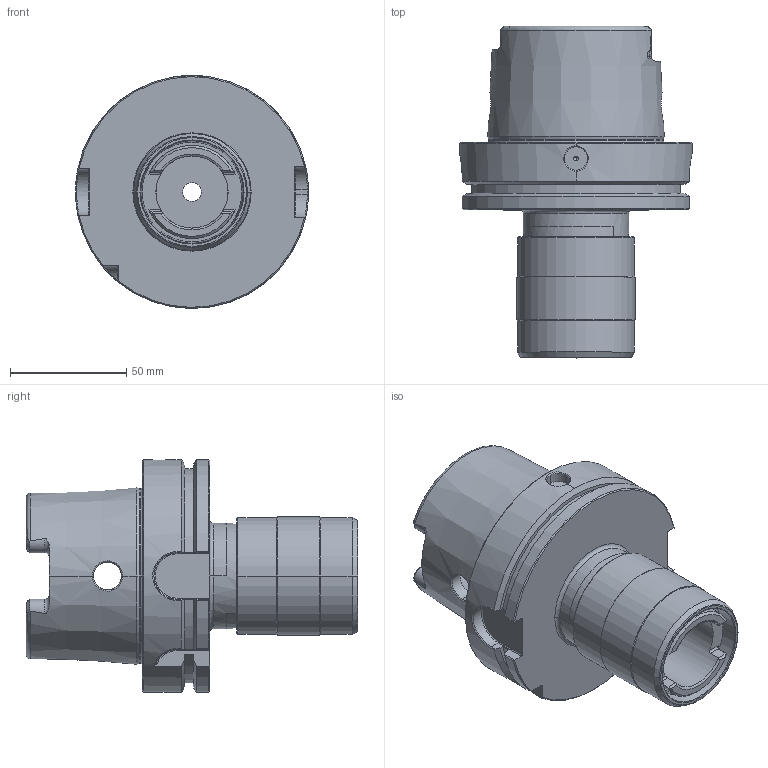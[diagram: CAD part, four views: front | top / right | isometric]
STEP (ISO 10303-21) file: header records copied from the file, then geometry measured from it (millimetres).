
FILE_DESCRIPTION((''),'2;1');
FILE_NAME('21680-H100A_SW0001','2019-02-18T',('046'),(''),'CREO PARAMETRIC BY PTC INC, 2016260','CREO PARAMETRIC BY PTC INC, 2016260','');
FILE_SCHEMA(('CONFIG_CONTROL_DESIGN'));
Length unit declared in the file: millimetre
Products named in the file (1): 21680-H100A_SW0001
Bounding box: 100 x 142.4 x 100 mm (x, y, z)
Volume: 346581 mm3; surface area: 65121.5 mm2
Topology: 1 solids, 1 shells, 224 faces, 572 edges, 354 vertices
Faces by surface type: plane 70, cylinder 68, cone 42, torus 32, bspline 12
Entity records: 8219 total; most frequent: CARTESIAN_POINT 2873, ORIENTED_EDGE 1140, DIRECTION 1088, EDGE_CURVE 570, AXIS2_PLACEMENT_3D 430, VERTEX_POINT 354, EDGE_LOOP 236, VECTOR 228
